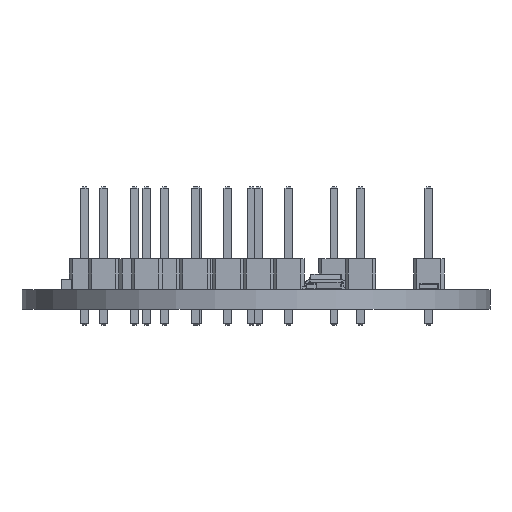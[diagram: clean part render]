
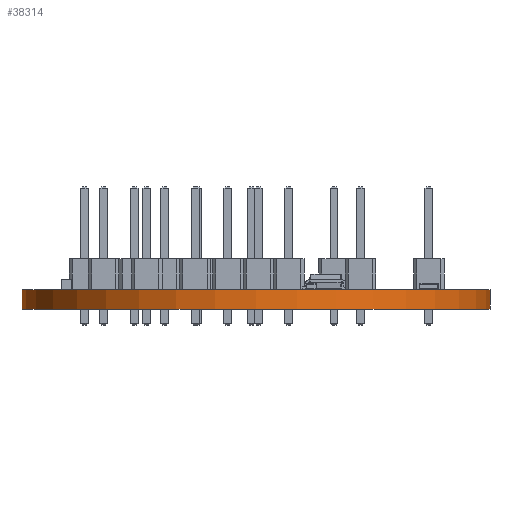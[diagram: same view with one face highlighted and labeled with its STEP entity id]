
A CAD part, front view. The second image highlights one B-rep face of the part: STEP entity #38314.
In plain terms, the highlighted cylindrical face has radius 19.5 mm (diameter 39 mm), a full revolution.
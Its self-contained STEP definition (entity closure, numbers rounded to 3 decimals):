
#38314 = ADVANCED_FACE('',(#38315),#38329,.T.);
#38315 = FACE_BOUND('',#38316,.F.);
#38316 = EDGE_LOOP('',(#38317,#38347,#38374,#38375));
#38317 = ORIENTED_EDGE('',*,*,#38318,.T.);
#38318 = EDGE_CURVE('',#38319,#38321,#38323,.T.);
#38319 = VERTEX_POINT('',#38320);
#38320 = CARTESIAN_POINT('',(119.589,-100.,0.));
#38321 = VERTEX_POINT('',#38322);
#38322 = CARTESIAN_POINT('',(119.589,-100.,1.6));
#38323 = SEAM_CURVE('',#38324,(#38328,#38340),.PCURVE_S1.);
#38324 = LINE('',#38325,#38326);
#38325 = CARTESIAN_POINT('',(119.589,-100.,0.));
#38326 = VECTOR('',#38327,1.);
#38327 = DIRECTION('',(0.,0.,1.));
#38328 = PCURVE('',#38329,#38334);
#38329 = CYLINDRICAL_SURFACE('',#38330,19.5);
#38330 = AXIS2_PLACEMENT_3D('',#38331,#38332,#38333);
#38331 = CARTESIAN_POINT('',(100.089,-100.,0.));
#38332 = DIRECTION('',(0.,0.,-1.));
#38333 = DIRECTION('',(1.,0.,0.));
#38334 = DEFINITIONAL_REPRESENTATION('',(#38335),#38339);
#38335 = LINE('',#38336,#38337);
#38336 = CARTESIAN_POINT('',(0.,0.));
#38337 = VECTOR('',#38338,1.);
#38338 = DIRECTION('',(0.,-1.));
#38339 = ( GEOMETRIC_REPRESENTATION_CONTEXT(2) 
PARAMETRIC_REPRESENTATION_CONTEXT() REPRESENTATION_CONTEXT('2D SPACE',''
  ) );
#38340 = PCURVE('',#38329,#38341);
#38341 = DEFINITIONAL_REPRESENTATION('',(#38342),#38346);
#38342 = LINE('',#38343,#38344);
#38343 = CARTESIAN_POINT('',(-6.283,0.));
#38344 = VECTOR('',#38345,1.);
#38345 = DIRECTION('',(0.,-1.));
#38346 = ( GEOMETRIC_REPRESENTATION_CONTEXT(2) 
PARAMETRIC_REPRESENTATION_CONTEXT() REPRESENTATION_CONTEXT('2D SPACE',''
  ) );
#38347 = ORIENTED_EDGE('',*,*,#38348,.T.);
#38348 = EDGE_CURVE('',#38321,#38321,#38349,.T.);
#38349 = SURFACE_CURVE('',#38350,(#38355,#38362),.PCURVE_S1.);
#38350 = CIRCLE('',#38351,19.5);
#38351 = AXIS2_PLACEMENT_3D('',#38352,#38353,#38354);
#38352 = CARTESIAN_POINT('',(100.089,-100.,1.6));
#38353 = DIRECTION('',(0.,0.,1.));
#38354 = DIRECTION('',(1.,0.,0.));
#38355 = PCURVE('',#38329,#38356);
#38356 = DEFINITIONAL_REPRESENTATION('',(#38357),#38361);
#38357 = LINE('',#38358,#38359);
#38358 = CARTESIAN_POINT('',(0.,-1.6));
#38359 = VECTOR('',#38360,1.);
#38360 = DIRECTION('',(-1.,0.));
#38361 = ( GEOMETRIC_REPRESENTATION_CONTEXT(2) 
PARAMETRIC_REPRESENTATION_CONTEXT() REPRESENTATION_CONTEXT('2D SPACE',''
  ) );
#38362 = PCURVE('',#38363,#38368);
#38363 = PLANE('',#38364);
#38364 = AXIS2_PLACEMENT_3D('',#38365,#38366,#38367);
#38365 = CARTESIAN_POINT('',(100.089,-100.,1.6));
#38366 = DIRECTION('',(0.,0.,1.));
#38367 = DIRECTION('',(1.,0.,0.));
#38368 = DEFINITIONAL_REPRESENTATION('',(#38369),#38373);
#38369 = CIRCLE('',#38370,19.5);
#38370 = AXIS2_PLACEMENT_2D('',#38371,#38372);
#38371 = CARTESIAN_POINT('',(0.,0.));
#38372 = DIRECTION('',(1.,0.));
#38373 = ( GEOMETRIC_REPRESENTATION_CONTEXT(2) 
PARAMETRIC_REPRESENTATION_CONTEXT() REPRESENTATION_CONTEXT('2D SPACE',''
  ) );
#38374 = ORIENTED_EDGE('',*,*,#38318,.F.);
#38375 = ORIENTED_EDGE('',*,*,#38376,.F.);
#38376 = EDGE_CURVE('',#38319,#38319,#38377,.T.);
#38377 = SURFACE_CURVE('',#38378,(#38383,#38390),.PCURVE_S1.);
#38378 = CIRCLE('',#38379,19.5);
#38379 = AXIS2_PLACEMENT_3D('',#38380,#38381,#38382);
#38380 = CARTESIAN_POINT('',(100.089,-100.,0.));
#38381 = DIRECTION('',(0.,0.,1.));
#38382 = DIRECTION('',(1.,0.,0.));
#38383 = PCURVE('',#38329,#38384);
#38384 = DEFINITIONAL_REPRESENTATION('',(#38385),#38389);
#38385 = LINE('',#38386,#38387);
#38386 = CARTESIAN_POINT('',(0.,0.));
#38387 = VECTOR('',#38388,1.);
#38388 = DIRECTION('',(-1.,0.));
#38389 = ( GEOMETRIC_REPRESENTATION_CONTEXT(2) 
PARAMETRIC_REPRESENTATION_CONTEXT() REPRESENTATION_CONTEXT('2D SPACE',''
  ) );
#38390 = PCURVE('',#38391,#38396);
#38391 = PLANE('',#38392);
#38392 = AXIS2_PLACEMENT_3D('',#38393,#38394,#38395);
#38393 = CARTESIAN_POINT('',(100.089,-100.,0.));
#38394 = DIRECTION('',(0.,0.,1.));
#38395 = DIRECTION('',(1.,0.,0.));
#38396 = DEFINITIONAL_REPRESENTATION('',(#38397),#38401);
#38397 = CIRCLE('',#38398,19.5);
#38398 = AXIS2_PLACEMENT_2D('',#38399,#38400);
#38399 = CARTESIAN_POINT('',(0.,0.));
#38400 = DIRECTION('',(1.,0.));
#38401 = ( GEOMETRIC_REPRESENTATION_CONTEXT(2) 
PARAMETRIC_REPRESENTATION_CONTEXT() REPRESENTATION_CONTEXT('2D SPACE',''
  ) );
